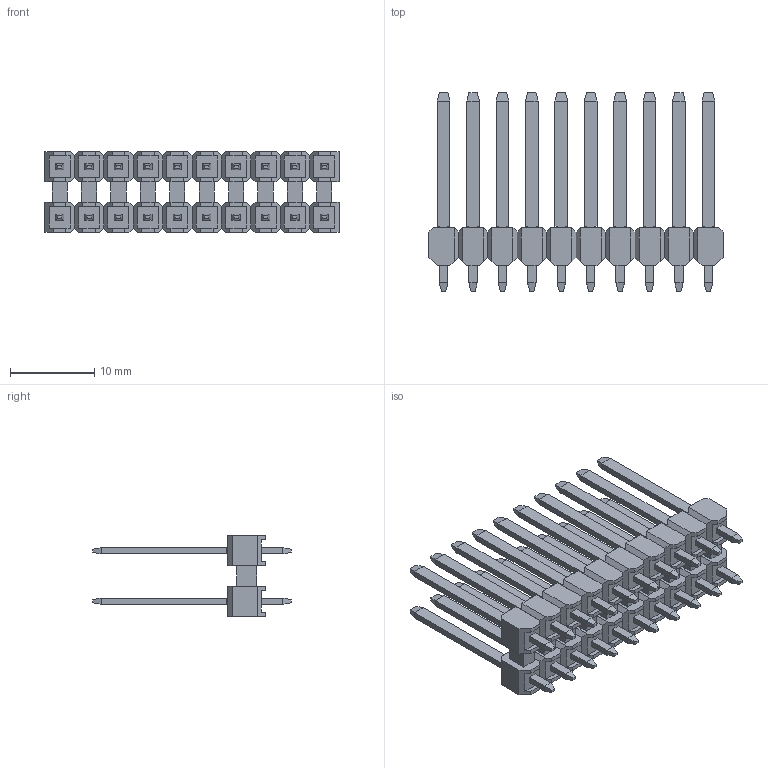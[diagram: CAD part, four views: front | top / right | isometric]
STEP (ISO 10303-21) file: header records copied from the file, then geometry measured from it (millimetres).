
FILE_DESCRIPTION((''),'2;1');
FILE_NAME('757575101','2015-12-18T',('me'),(''),'PRO/ENGINEER BY PARAMETRIC TECHNOLOGY CORPORATION, 2011490','PRO/ENGINEER BY PARAMETRIC TECHNOLOGY CORPORATION, 2011490','');
FILE_SCHEMA(('CONFIG_CONTROL_DESIGN'));
Length unit declared in the file: millimetre
Products named in the file (1): 757575101
Bounding box: 35 x 23.64 x 9.6 mm (x, y, z)
Volume: 1464.4 mm3; surface area: 3023.6 mm2
Topology: 1 solids, 1 shells, 796 faces, 1992 edges, 1240 vertices
Faces by surface type: plane 796
Entity records: 22907 total; most frequent: CARTESIAN_POINT 3989, ORIENTED_EDGE 3904, DIRECTION 3626, VECTOR 1952, LINE 1952, EDGE_CURVE 1952, VERTEX_POINT 1200, EDGE_LOOP 856
